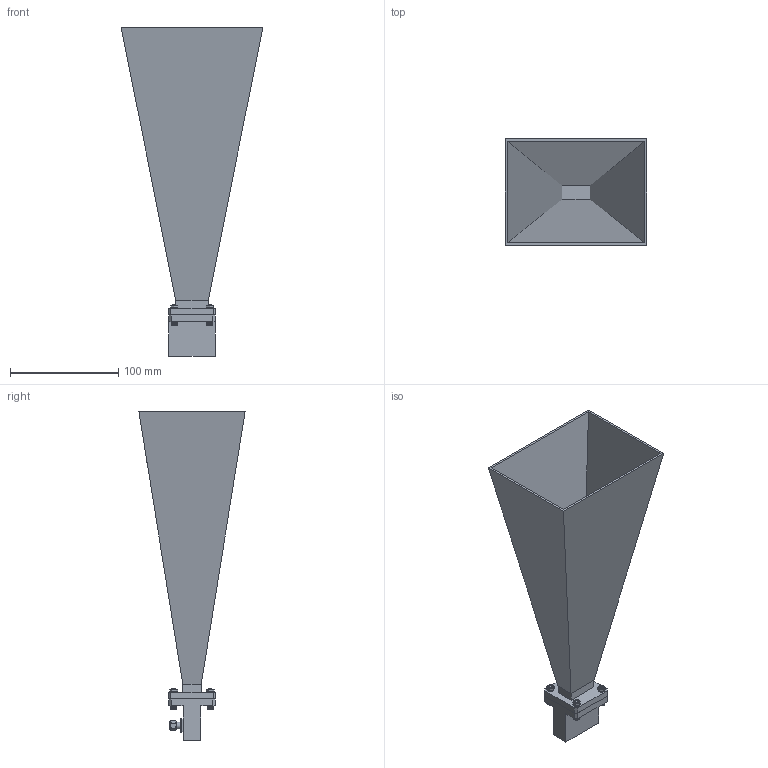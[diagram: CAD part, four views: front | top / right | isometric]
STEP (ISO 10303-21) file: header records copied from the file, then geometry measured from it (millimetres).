
FILE_DESCRIPTION (( 'STEP AP214' ), '1' );
FILE_NAME ('FMWAN102-20SM_3D.STEP', '2022-02-03T15:25:33', ( '' ), ( '' ), 'SwSTEP 2.0', 'SolidWorks 2021', '' );
FILE_SCHEMA (( 'AUTOMOTIVE_DESIGN' ));
Length unit declared in the file: inch
Products named in the file (8): Copy of PE9809_SMA Male^PE9811; PEWAN102-20; 6-32HN-NARROW_90730A007; FMWAN102-20SM_3D; 6-32SH-HXx.625_92196A150; 6-LW; Copy of PE9811_Body^PE9811; PE9811
Assembly tree (16 placements, depth 3):
  FMWAN102-20SM_3D
    6-32HN-NARROW_90730A007  x4
    6-32SH-HXx.625_92196A150  x4
    6-LW  x4
    PE9811
      Copy of PE9811_Body^PE9811
      Copy of PE9809_SMA Male^PE9811
    PEWAN102-20
Bounding box: 130.78 x 98.05 x 303.1 mm (x, y, z)
Volume: 186176 mm3; surface area: 157563.6 mm2
Topology: 19 solids, 19 shells, 1708 faces, 4323 edges, 2671 vertices
Faces by surface type: plane 726, cylinder 546, cone 375, bspline 41, torus 16, sphere 4
Entity records: 37048 total; most frequent: CARTESIAN_POINT 16853, ORIENTED_EDGE 3700, DIRECTION 2719, EDGE_CURVE 1850, VERTEX_POINT 1178, AXIS2_PLACEMENT_3D 998, EDGE_LOOP 754, LINE 723
